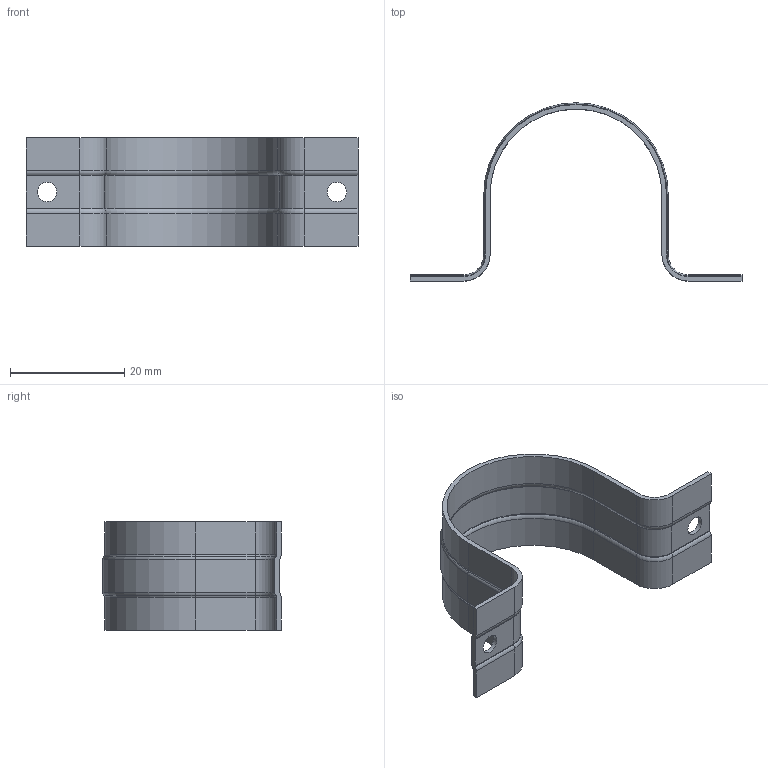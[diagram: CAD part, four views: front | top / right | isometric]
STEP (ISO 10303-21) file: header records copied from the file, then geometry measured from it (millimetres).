
FILE_DESCRIPTION(/* description */ ('STEP AP203'),/* implementation_level */ '2;1');
FILE_NAME(/* name */ '9429T360_STEEL CLAMP.stp',/* time_stamp */ '2018-07-31T12:15:23-07:00',/* author */ ('MJ'),/* organization */ (''),/* preprocessor_version */ 'ST-DEVELOPER v16.13',/* originating_system */ 'Autodesk Inventor 2018',/* authorisation */ '');
FILE_SCHEMA (('AUTOMOTIVE_DESIGN { 1 0 10303 214 3 1 1 }'));
Length unit declared in the file: inch
Products named in the file (1): 9429T360_STEEL CLAMP
Bounding box: 58.22 x 31.27 x 19.05 mm (x, y, z)
Volume: 1536.2 mm3; surface area: 4078.3 mm2
Topology: 1 solids, 1 shells, 104 faces, 236 edges, 134 vertices
Faces by surface type: cylinder 52, plane 28, torus 24
Full cylindrical faces by diameter (mm): 3.404 x2
Entity records: 2897 total; most frequent: DIRECTION 558, CARTESIAN_POINT 469, ORIENTED_EDGE 464, EDGE_CURVE 232, AXIS2_PLACEMENT_3D 221, VERTEX_POINT 132, LINE 116, VECTOR 116
